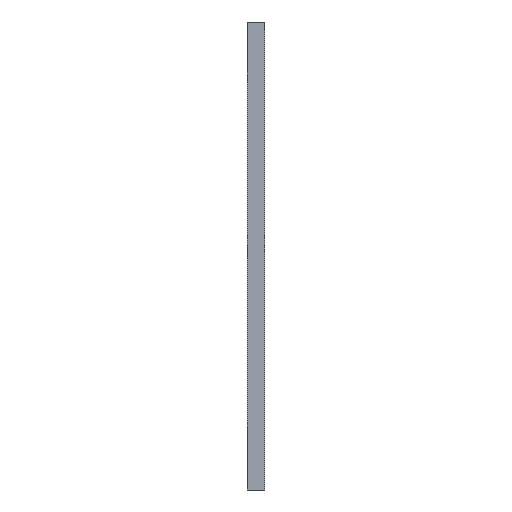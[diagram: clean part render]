
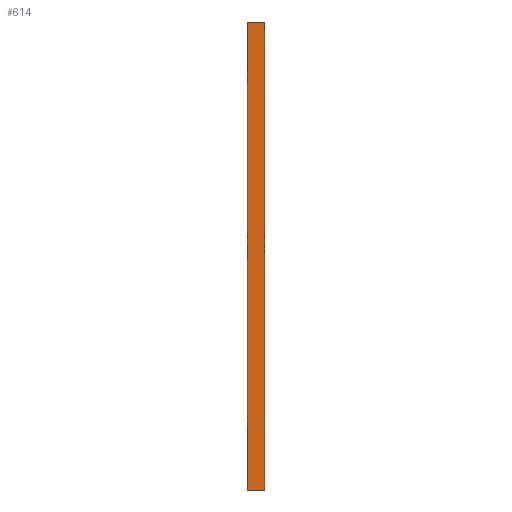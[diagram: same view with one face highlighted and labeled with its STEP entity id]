
A CAD part, left-side view. The second image highlights one B-rep face of the part: STEP entity #614.
In plain terms, the highlighted planar face has unit normal (-1, 0, 0).
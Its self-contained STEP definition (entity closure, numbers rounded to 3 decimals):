
#19 = ORIENTED_EDGE ( 'NONE', *, *, #923, .T. ) ;
#270 = VECTOR ( 'NONE', #652, 1000. ) ;
#314 = VECTOR ( 'NONE', #852, 1000. ) ;
#390 = ORIENTED_EDGE ( 'NONE', *, *, #676, .F. ) ;
#486 = LINE ( 'NONE', #1310, #314 ) ;
#550 = PLANE ( 'NONE',  #1216 ) ;
#596 = LINE ( 'NONE', #1406, #270 ) ;
#614 = ADVANCED_FACE ( 'NONE', ( #637 ), #550, .T. ) ;
#617 = LINE ( 'NONE', #1172, #659 ) ;
#634 = LINE ( 'NONE', #1238, #1211 ) ;
#637 = FACE_OUTER_BOUND ( 'NONE', #822, .T. ) ;
#652 = DIRECTION ( 'NONE',  ( 0., 1., 0. ) ) ;
#659 = VECTOR ( 'NONE', #669, 1000. ) ;
#669 = DIRECTION ( 'NONE',  ( 0., 1., 0. ) ) ;
#672 = DIRECTION ( 'NONE',  ( 0., 0., 1. ) ) ;
#676 = EDGE_CURVE ( 'NONE', #882, #702, #617, .T. ) ;
#698 = EDGE_CURVE ( 'NONE', #864, #1431, #596, .T. ) ;
#702 = VERTEX_POINT ( 'NONE', #828 ) ;
#822 = EDGE_LOOP ( 'NONE', ( #1434, #390, #19, #1377 ) ) ;
#828 = CARTESIAN_POINT ( 'NONE',  ( -110., 0., -67.25 ) ) ;
#852 = DIRECTION ( 'NONE',  ( 0., 0., 1. ) ) ;
#864 = VERTEX_POINT ( 'NONE', #950 ) ;
#882 = VERTEX_POINT ( 'NONE', #1320 ) ;
#910 = DIRECTION ( 'NONE',  ( -1., 0., 0. ) ) ;
#923 = EDGE_CURVE ( 'NONE', #882, #864, #486, .T. ) ;
#950 = CARTESIAN_POINT ( 'NONE',  ( -110., -5., 67.25 ) ) ;
#1056 = CARTESIAN_POINT ( 'NONE',  ( -110., 0., 67.25 ) ) ;
#1152 = CARTESIAN_POINT ( 'NONE',  ( -110., -5., -67.25 ) ) ;
#1172 = CARTESIAN_POINT ( 'NONE',  ( -110., -5., -67.25 ) ) ;
#1211 = VECTOR ( 'NONE', #1360, 1000. ) ;
#1216 = AXIS2_PLACEMENT_3D ( 'NONE', #1152, #910, #672 ) ;
#1238 = CARTESIAN_POINT ( 'NONE',  ( -110., 0., -67.25 ) ) ;
#1310 = CARTESIAN_POINT ( 'NONE',  ( -110., -5., -67.25 ) ) ;
#1320 = CARTESIAN_POINT ( 'NONE',  ( -110., -5., -67.25 ) ) ;
#1360 = DIRECTION ( 'NONE',  ( 0., 0., 1. ) ) ;
#1377 = ORIENTED_EDGE ( 'NONE', *, *, #698, .T. ) ;
#1406 = CARTESIAN_POINT ( 'NONE',  ( -110., -5., 67.25 ) ) ;
#1431 = VERTEX_POINT ( 'NONE', #1056 ) ;
#1434 = ORIENTED_EDGE ( 'NONE', *, *, #1491, .F. ) ;
#1491 = EDGE_CURVE ( 'NONE', #702, #1431, #634, .T. ) ;
